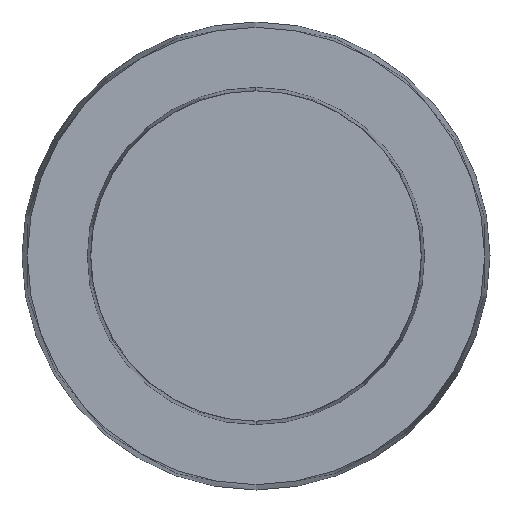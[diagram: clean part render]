
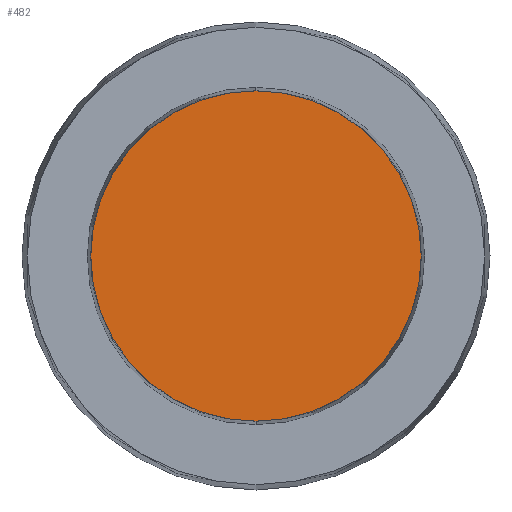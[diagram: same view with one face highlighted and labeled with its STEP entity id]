
A CAD part, front view. The second image highlights one B-rep face of the part: STEP entity #482.
In plain terms, the highlighted planar face has unit normal (0, -1, 0).
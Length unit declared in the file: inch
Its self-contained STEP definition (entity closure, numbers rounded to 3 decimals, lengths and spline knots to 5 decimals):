
#8 = VERTEX_POINT ( 'NONE', #92 ) ;
#43 = CARTESIAN_POINT ( 'NONE',  ( 0., -0.125, 0.05403 ) ) ;
#45 = CARTESIAN_POINT ( 'NONE',  ( 0., -0.125, 0. ) ) ;
#58 = AXIS2_PLACEMENT_3D ( 'NONE', #732, #726, #330 ) ;
#72 = DIRECTION ( 'NONE',  ( 0., 0., -1. ) ) ;
#92 = CARTESIAN_POINT ( 'NONE',  ( 0., -0.125, -0.05403 ) ) ;
#207 = ORIENTED_EDGE ( 'NONE', *, *, #670, .T. ) ;
#304 = FACE_OUTER_BOUND ( 'NONE', #617, .T. ) ;
#309 = PLANE ( 'NONE',  #340 ) ;
#330 = DIRECTION ( 'NONE',  ( 0., 0., -1. ) ) ;
#340 = AXIS2_PLACEMENT_3D ( 'NONE', #925, #389, #72 ) ;
#389 = DIRECTION ( 'NONE',  ( 0., -1., 0. ) ) ;
#424 = CIRCLE ( 'NONE', #506, 0.05403 ) ;
#451 = EDGE_CURVE ( 'NONE', #8, #671, #424, .T. ) ;
#482 = ADVANCED_FACE ( 'NONE', ( #304 ), #309, .T. ) ;
#506 = AXIS2_PLACEMENT_3D ( 'NONE', #45, #569, #758 ) ;
#569 = DIRECTION ( 'NONE',  ( 0., -1., 0. ) ) ;
#617 = EDGE_LOOP ( 'NONE', ( #803, #207 ) ) ;
#670 = EDGE_CURVE ( 'NONE', #671, #8, #929, .T. ) ;
#671 = VERTEX_POINT ( 'NONE', #43 ) ;
#726 = DIRECTION ( 'NONE',  ( 0., -1., 0. ) ) ;
#732 = CARTESIAN_POINT ( 'NONE',  ( 0., -0.125, 0. ) ) ;
#758 = DIRECTION ( 'NONE',  ( 0., 0., -1. ) ) ;
#803 = ORIENTED_EDGE ( 'NONE', *, *, #451, .T. ) ;
#925 = CARTESIAN_POINT ( 'NONE',  ( 0., -0.125, 0. ) ) ;
#929 = CIRCLE ( 'NONE', #58, 0.05403 ) ;
